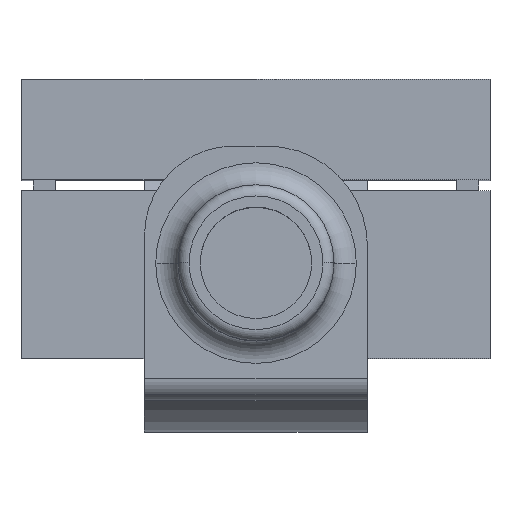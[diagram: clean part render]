
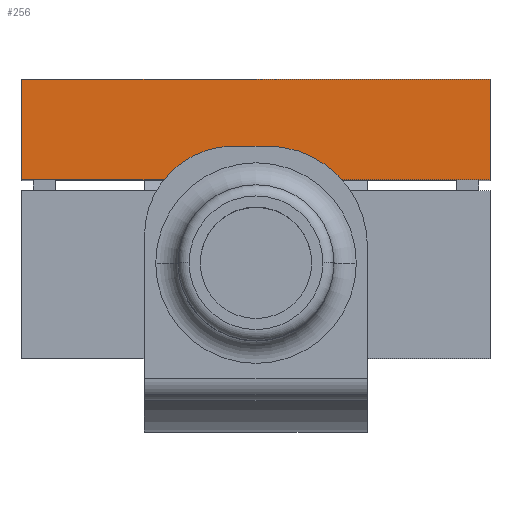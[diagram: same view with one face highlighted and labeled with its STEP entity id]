
A CAD part, top view. The second image highlights one B-rep face of the part: STEP entity #256.
In plain terms, the highlighted planar face has unit normal (0, 0, 1).
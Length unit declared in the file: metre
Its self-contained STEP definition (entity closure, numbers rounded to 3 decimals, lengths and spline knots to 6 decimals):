
#256=ADVANCED_FACE('11:5534',(#524),#525,.T.);
#524=FACE_OUTER_BOUND('',#961,.T.);
#525=PLANE('',#962);
#961=EDGE_LOOP('',(#1698,#1699,#1700,#1701));
#962=AXIS2_PLACEMENT_3D('',#1702,#1703,#1704);
#1698=ORIENTED_EDGE('',*,*,#3166,.T.);
#1699=ORIENTED_EDGE('',*,*,#3165,.F.);
#1700=ORIENTED_EDGE('',*,*,#3167,.T.);
#1701=ORIENTED_EDGE('',*,*,#3168,.T.);
#1702=CARTESIAN_POINT('',(0.041,0.015,-0.02));
#1703=DIRECTION('',(0.,0.0,1.0));
#1704=DIRECTION('',(1.0,0.0,0.));
#3165=EDGE_CURVE('11:5555',#3860,#3858,#3862,.T.);
#3166=EDGE_CURVE('11:5552',#3863,#3858,#3864,.T.);
#3167=EDGE_CURVE('11:5558',#3860,#3865,#3866,.T.);
#3168=EDGE_CURVE('11:5561',#3865,#3863,#3867,.T.);
#3858=VERTEX_POINT('',#4944);
#3860=VERTEX_POINT('',#4947);
#3862=LINE('',#4950,#4951);
#3863=VERTEX_POINT('',#4952);
#3864=LINE('',#4953,#4954);
#3865=VERTEX_POINT('',#4955);
#3866=LINE('',#4956,#4957);
#3867=LINE('',#4958,#4959);
#4944=CARTESIAN_POINT('',(0.02,0.025,-0.02));
#4947=CARTESIAN_POINT('',(0.02,0.016,-0.02));
#4950=CARTESIAN_POINT('',(0.02,0.015,-0.02));
#4951=VECTOR('',#6327,1.0);
#4952=CARTESIAN_POINT('',(0.062,0.025,-0.02));
#4953=CARTESIAN_POINT('',(0.02,0.025,-0.02));
#4954=VECTOR('',#6328,1.0);
#4955=CARTESIAN_POINT('',(0.062,0.016,-0.02));
#4956=CARTESIAN_POINT('',(0.041,0.016,-0.02));
#4957=VECTOR('',#6329,1.0);
#4958=CARTESIAN_POINT('',(0.062,0.015,-0.02));
#4959=VECTOR('',#6330,1.0);
#6327=DIRECTION('',(0.0,1.0,0.0));
#6328=DIRECTION('',(-1.0,-0.0,0.));
#6329=DIRECTION('',(1.0,-0.0,0.));
#6330=DIRECTION('',(0.0,1.0,0.0));
